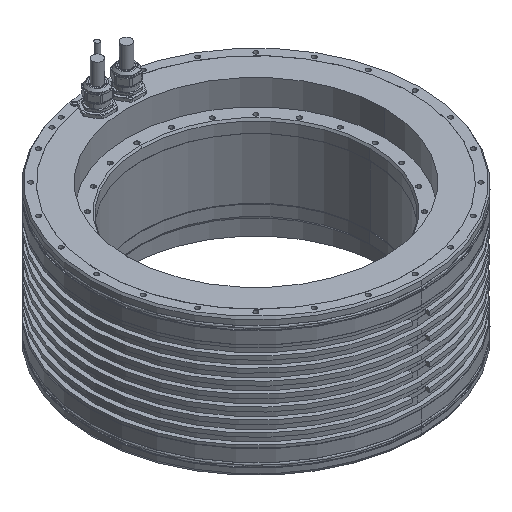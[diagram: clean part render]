
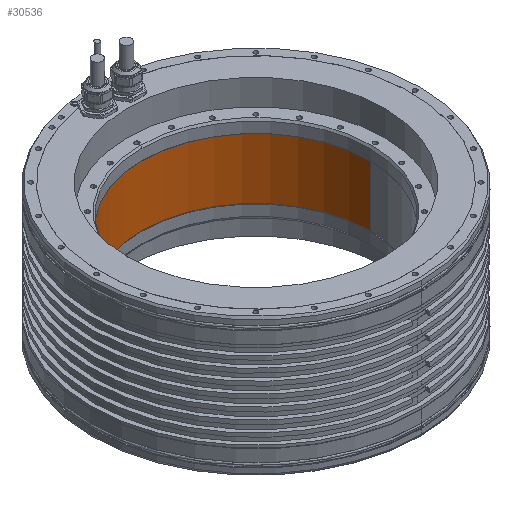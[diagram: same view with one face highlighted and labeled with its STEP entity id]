
A CAD part, isometric view. The second image highlights one B-rep face of the part: STEP entity #30536.
In plain terms, the highlighted cylindrical face has radius 132.9 mm (diameter 265.8 mm), a partial arc.
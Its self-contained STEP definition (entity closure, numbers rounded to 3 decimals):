
#28036=CARTESIAN_POINT('',(0.,0.,-44.9));
#28037=DIRECTION('',(0.,0.,-1.));
#28038=DIRECTION('',(-1.,0.,0.));
#28039=AXIS2_PLACEMENT_3D('',#28036,#28037,#28038);
#28051=DIRECTION('',(0.,0.,1.));
#28052=VECTOR('',#28051,70.2);
#28053=CARTESIAN_POINT('',(-132.9,0.,-115.1));
#28054=LINE('',#28053,#28052);
#28055=DIRECTION('',(0.,0.,1.));
#28056=VECTOR('',#28055,70.2);
#28057=CARTESIAN_POINT('',(132.9,0.,-115.1));
#28058=LINE('',#28057,#28056);
#28059=CARTESIAN_POINT('',(0.,0.,-115.1));
#28060=DIRECTION('',(0.,0.,-1.));
#28061=DIRECTION('',(-1.,0.,0.));
#28062=AXIS2_PLACEMENT_3D('',#28059,#28060,#28061);
#29391=CARTESIAN_POINT('',(-132.9,0.,-115.1));
#29392=CARTESIAN_POINT('',(-132.9,0.,-44.9));
#29393=VERTEX_POINT('',#29391);
#29394=VERTEX_POINT('',#29392);
#29395=CARTESIAN_POINT('',(132.9,0.,-115.1));
#29396=CARTESIAN_POINT('',(132.9,0.,-44.9));
#29397=VERTEX_POINT('',#29395);
#29398=VERTEX_POINT('',#29396);
#30524=CARTESIAN_POINT('',(0.,0.,-135.55));
#30525=DIRECTION('',(0.,0.,1.));
#30526=DIRECTION('',(1.,0.,0.));
#30527=AXIS2_PLACEMENT_3D('',#30524,#30525,#30526);
#30528=CYLINDRICAL_SURFACE('',#30527,132.9);
#30529=ORIENTED_EDGE('',*,*,#30507,.T.);
#30530=ORIENTED_EDGE('',*,*,#30470,.T.);
#30531=ORIENTED_EDGE('',*,*,#30511,.F.);
#30533=ORIENTED_EDGE('',*,*,#30532,.F.);
#30534=EDGE_LOOP('',(#30529,#30530,#30531,#30533));
#30535=FACE_OUTER_BOUND('',#30534,.F.);
#30536=ADVANCED_FACE('',(#30535),#30528,.F.);
#28040=CIRCLE('',#28039,132.9);
#28063=CIRCLE('',#28062,132.9);
#30470=EDGE_CURVE('',#29394,#29398,#28040,.T.);
#30507=EDGE_CURVE('',#29393,#29394,#28054,.T.);
#30511=EDGE_CURVE('',#29397,#29398,#28058,.T.);
#30532=EDGE_CURVE('',#29393,#29397,#28063,.T.);
